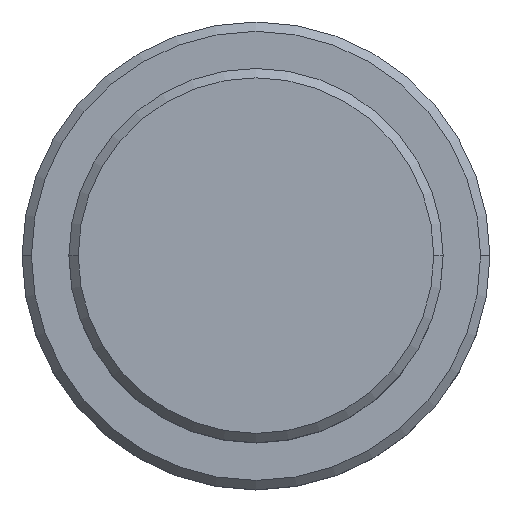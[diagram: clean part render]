
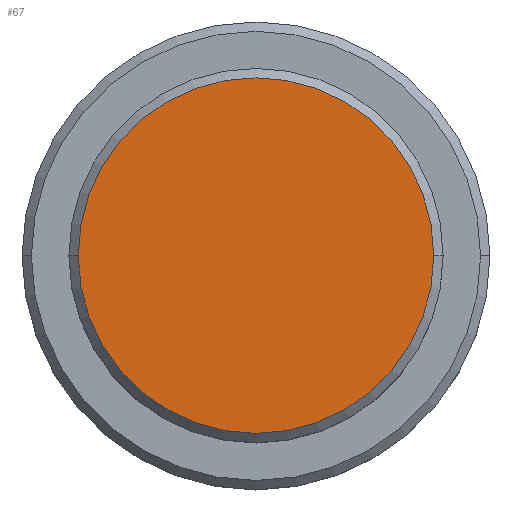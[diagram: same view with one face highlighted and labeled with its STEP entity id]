
A CAD part, top view. The second image highlights one B-rep face of the part: STEP entity #67.
In plain terms, the highlighted planar face has unit normal (0, 0, 1).
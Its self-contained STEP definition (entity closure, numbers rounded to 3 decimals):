
#64 = CIRCLE ( 'NONE', #645, 9.5 ) ;
#67 = ADVANCED_FACE ( 'NONE', ( #607 ), #1056, .T. ) ;
#75 = CARTESIAN_POINT ( 'NONE',  ( 0., 0., 0. ) ) ;
#85 = DIRECTION ( 'NONE',  ( 1., 0., 0. ) ) ;
#169 = ORIENTED_EDGE ( 'NONE', *, *, #1028, .T. ) ;
#237 = CARTESIAN_POINT ( 'NONE',  ( 0., 0., 0. ) ) ;
#302 = VERTEX_POINT ( 'NONE', #1015 ) ;
#358 = AXIS2_PLACEMENT_3D ( 'NONE', #75, #839, #1380 ) ;
#423 = EDGE_LOOP ( 'NONE', ( #1187, #169 ) ) ;
#484 = CIRCLE ( 'NONE', #640, 9.5 ) ;
#607 = FACE_OUTER_BOUND ( 'NONE', #423, .T. ) ;
#640 = AXIS2_PLACEMENT_3D ( 'NONE', #805, #1045, #85 ) ;
#645 = AXIS2_PLACEMENT_3D ( 'NONE', #237, #1024, #1231 ) ;
#721 = EDGE_CURVE ( 'NONE', #876, #302, #64, .T. ) ;
#805 = CARTESIAN_POINT ( 'NONE',  ( 0., 0., 0. ) ) ;
#839 = DIRECTION ( 'NONE',  ( 0., 0., 1. ) ) ;
#876 = VERTEX_POINT ( 'NONE', #1034 ) ;
#1015 = CARTESIAN_POINT ( 'NONE',  ( 9.5, 0., 0. ) ) ;
#1024 = DIRECTION ( 'NONE',  ( 0., 0., 1. ) ) ;
#1028 = EDGE_CURVE ( 'NONE', #302, #876, #484, .T. ) ;
#1034 = CARTESIAN_POINT ( 'NONE',  ( -9.5, 0., 0. ) ) ;
#1045 = DIRECTION ( 'NONE',  ( 0., 0., 1. ) ) ;
#1056 = PLANE ( 'NONE',  #358 ) ;
#1187 = ORIENTED_EDGE ( 'NONE', *, *, #721, .T. ) ;
#1231 = DIRECTION ( 'NONE',  ( 1., 0., 0. ) ) ;
#1380 = DIRECTION ( 'NONE',  ( 1., 0., 0. ) ) ;
